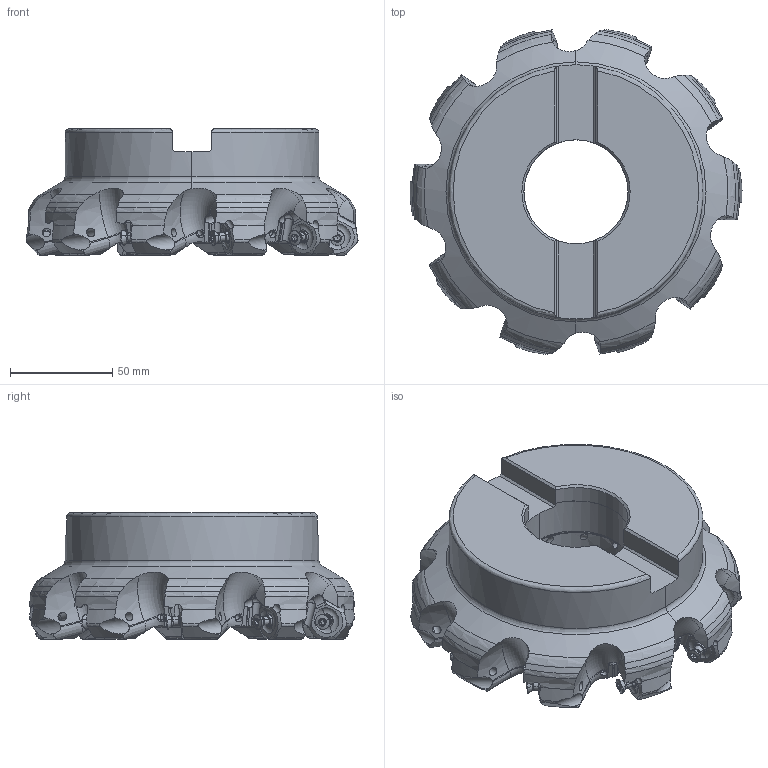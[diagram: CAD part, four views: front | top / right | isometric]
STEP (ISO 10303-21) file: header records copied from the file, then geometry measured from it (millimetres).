
FILE_DESCRIPTION(/* description */ (''),/* implementation_level */ '2;1');
FILE_NAME(/* name */ 'AHX640SUR0610FA.stp',/* time_stamp */ '2018-08-03T11:35:32+09:00',/* author */ (''),/* organization */ (''),/* preprocessor_version */ 'ST-DEVELOPER v16',/* originating_system */ 'SIEMENS PLM Software NX 10.0',/* authorisation */ '');
FILE_SCHEMA (('AUTOMOTIVE_DESIGN { 1 0 10303 214 3 1 1 1 }'));
Products named in the file (1): AHX640SUR0610FA_ASM
Bounding box: 162.07 x 158.65 x 61.71 mm (x, y, z)
Volume: 614860.4 mm3; surface area: 79904.7 mm2
Topology: 11 solids, 11 shells, 1139 faces, 3163 edges, 2016 vertices
Faces by surface type: cylinder 462, cone 262, plane 200, torus 125, sphere 70, bspline 20
Entity records: 48230 total; most frequent: CARTESIAN_POINT 21216, ORIENTED_EDGE 6246, DIRECTION 4818, EDGE_CURVE 3123, AXIS2_PLACEMENT_3D 2082, VERTEX_POINT 2016, B_SPLINE_CURVE_WITH_KNOTS 1554, EDGE_LOOP 1191
